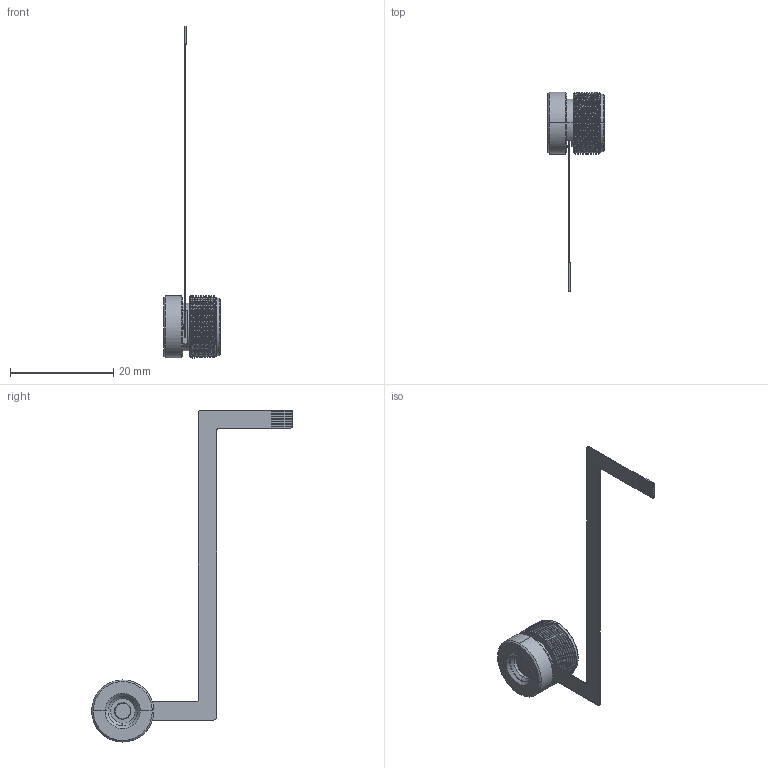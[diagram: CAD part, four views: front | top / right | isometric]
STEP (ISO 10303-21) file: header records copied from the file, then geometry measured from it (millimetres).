
FILE_DESCRIPTION (( 'STEP AP214' ), '1' );
FILE_NAME ('C-S-25H0-075-43.STEP', '2025-11-20T12:05:49', ( '' ), ( '' ), 'SwSTEP 2.0', 'SolidWorks 2023', '' );
FILE_SCHEMA (( 'AUTOMOTIVE_DESIGN' ));
Length unit declared in the file: millimetre
Products named in the file (1): C-S-25H0-075-43
Bounding box: 10.95 x 38.8 x 64.25 mm (x, y, z)
Volume: 1095.5 mm3; surface area: 1556 mm2
Topology: 3 solids, 3 shells, 177 faces, 466 edges, 307 vertices
Faces by surface type: plane 73, cylinder 70, cone 29, bspline 5
Entity records: 10439 total; most frequent: CARTESIAN_POINT 4364, ORIENTED_EDGE 932, DIRECTION 713, EDGE_CURVE 466, VERTEX_POINT 307, AXIS2_PLACEMENT_3D 255, LINE 203, VECTOR 203
